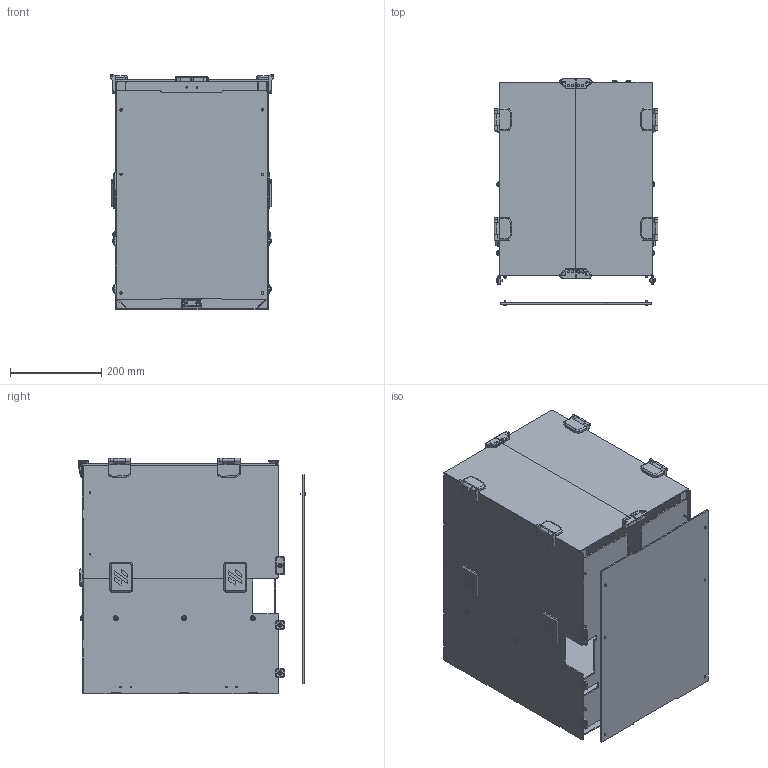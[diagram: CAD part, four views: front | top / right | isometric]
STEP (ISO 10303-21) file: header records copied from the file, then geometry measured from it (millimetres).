
FILE_DESCRIPTION(/* description */ (''),/* implementation_level */ '2;1');
FILE_NAME(/* name */ 'Enderwire-Rev.2-Bolted-Enclosure_v1 v2.step',/* time_stamp */ '2024-03-05T09:54:57-05:00',/* author */ (''),/* organization */ (''),/* preprocessor_version */ 'ST-DEVELOPER v20',/* originating_system */ 'Autodesk Translation Framework v12.20.1.177',/* authorisation */ '');
FILE_SCHEMA (('AUTOMOTIVE_DESIGN { 1 0 10303 214 3 1 1 }'));
Products named in the file (44): Enderwire-Rev.2-Bolted-Enclosure_v1; Enclosure; Panels; Side Clear Panel; Rear Panel; Top Rear Panel; Side Rear Panel; Decks; deck_left; deck_right; deck_under; M3x8 SHCS v1 (5); M5 2mm ABS spacer v1; M5X10 BHCS v1 (1); Mounting Brackets; Rear Panel Bracket; Side Strap (3); side_strap_x4; LIGHT_BAR__1_; front_lower_support; hingeDoor v8; hingeDoor v8 (1); Doors; Door Handle B; Door Handle B (1); Door Handle A; Magnet (1); Top Door Latch; Magnet; PTFE Grommet; Panel Clips; Panel Clip; Panel Clip (1); Panel Clip (2); Panel Clip (3); panel_clip_x4; Panel Clip Wide; Front Panel Bracket Left; Front Panel Bracket Right; Enclosure Hardware ...
Assembly tree (85 placements, depth 5):
  Enderwire-Rev.2-Bolted-Enclosure_v1
    Enclosure
      Panels
        Side Clear Panel  x2
        Side Rear Panel  x2
        Rear Panel
        Top Rear Panel
        Decks
          deck_left
          deck_right
          deck_under
          M3x8 SHCS v1 (5)  x2
          M5 2mm ABS spacer v1  x3
          M5X10 BHCS v1 (1)  x3
      Mounting Brackets
        Rear Panel Bracket  x5
        Side Strap (3)
          side_strap_x4
        side_strap_x4  x3
      LIGHT_BAR__1_  x2
      front_lower_support
      hingeDoor v8
      hingeDoor v8 (1)
      Doors
        Door Handle B
          Magnet
        Door Handle B (1)
          Magnet
        Door Handle A
          Magnet (1)
        Top Door Latch
        Magnet
      PTFE Grommet
      Panel Clips
        Panel Clip
          panel_clip_x4
        Panel Clip (1)
          panel_clip_x4
        Panel Clip Wide  x2
        Panel Clip (2)
          panel_clip_x4
        Panel Clip (3)
          panel_clip_x4
      Front Panel Bracket Left
      Front Panel Bracket Right
      Enclosure Hardware
        Ender Enclosure
          M5 2mm ABS spacer v1 (1)  x8
          M5X10 BHCS v1 (2)  x14
          M3x12 SHCS v1 (12)  x2
Bounding box: 359.09 x 497.69 x 515.04 mm (x, y, z)
Volume: 3826096.8 mm3; surface area: 2552669.5 mm2
Topology: 91 solids, 91 shells, 2935 faces, 7038 edges, 4391 vertices
Faces by surface type: plane 1417, cylinder 977, cone 301, torus 152, bspline 53, sphere 35
Full cylindrical faces by diameter (mm): 2.35 x2, 2.8 x4, 3 x2, 3.1 x78, 3.2 x16, 3.4 x8, 3.5 x16, 4 x12, 4.05 x1, 4.7 x44, 5 x17, 5.4 x35, 5.5 x10, 6 x12, 9.5 x17, 11 x11, 11.62 x1, 12 x3
Entity records: 56941 total; most frequent: CARTESIAN_POINT 10673, DIRECTION 9870, ORIENTED_EDGE 9066, EDGE_CURVE 4533, AXIS2_PLACEMENT_3D 3505, LINE 2860, VECTOR 2860, VERTEX_POINT 2855
